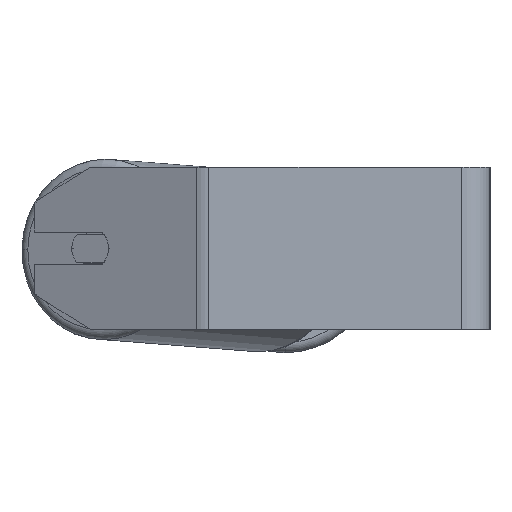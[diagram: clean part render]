
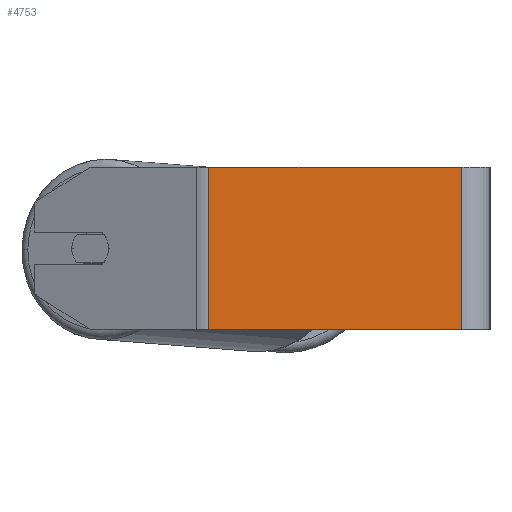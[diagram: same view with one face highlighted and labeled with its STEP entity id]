
A CAD part, left-side view. The second image highlights one B-rep face of the part: STEP entity #4753.
In plain terms, the highlighted planar face has unit normal (-1, 0, 0).
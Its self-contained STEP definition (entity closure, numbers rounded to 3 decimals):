
#480 = EDGE_CURVE ( 'NONE', #2515, #542, #4552, .T. ) ;
#530 = PLANE ( 'NONE',  #7907 ) ;
#542 = VERTEX_POINT ( 'NONE', #7440 ) ;
#594 = DIRECTION ( 'NONE',  ( 0., -1., 0. ) ) ;
#1006 = VERTEX_POINT ( 'NONE', #2835 ) ;
#1080 = EDGE_CURVE ( 'NONE', #5625, #1006, #6831, .T. ) ;
#1086 = FACE_OUTER_BOUND ( 'NONE', #6646, .T. ) ;
#1780 = CARTESIAN_POINT ( 'NONE',  ( -340., 138.636, 40. ) ) ;
#1801 = DIRECTION ( 'NONE',  ( 0., 0., -1. ) ) ;
#2515 = VERTEX_POINT ( 'NONE', #2779 ) ;
#2662 = VECTOR ( 'NONE', #594, 1000. ) ;
#2779 = CARTESIAN_POINT ( 'NONE',  ( -340., 138.636, 40. ) ) ;
#2835 = CARTESIAN_POINT ( 'NONE',  ( -340., 14., -40. ) ) ;
#3008 = CARTESIAN_POINT ( 'NONE',  ( -340., 141.74, -40. ) ) ;
#3098 = CARTESIAN_POINT ( 'NONE',  ( -340., 141.74, 40. ) ) ;
#3185 = DIRECTION ( 'NONE',  ( 1., 0., 0. ) ) ;
#3840 = LINE ( 'NONE', #1780, #7893 ) ;
#3972 = EDGE_CURVE ( 'NONE', #2515, #5625, #3840, .T. ) ;
#4100 = VECTOR ( 'NONE', #6838, 1000. ) ;
#4552 = LINE ( 'NONE', #7867, #2662 ) ;
#4567 = EDGE_CURVE ( 'NONE', #542, #1006, #4889, .T. ) ;
#4574 = ORIENTED_EDGE ( 'NONE', *, *, #3972, .T. ) ;
#4753 = ADVANCED_FACE ( 'NONE', ( #1086 ), #530, .F. ) ;
#4889 = LINE ( 'NONE', #5535, #4100 ) ;
#5238 = CARTESIAN_POINT ( 'NONE',  ( -340., 138.636, -40. ) ) ;
#5535 = CARTESIAN_POINT ( 'NONE',  ( -340., 14., 40. ) ) ;
#5625 = VERTEX_POINT ( 'NONE', #5238 ) ;
#6252 = ORIENTED_EDGE ( 'NONE', *, *, #4567, .F. ) ;
#6266 = ORIENTED_EDGE ( 'NONE', *, *, #1080, .T. ) ;
#6477 = VECTOR ( 'NONE', #6790, 1000. ) ;
#6479 = DIRECTION ( 'NONE',  ( 0., 0., -1. ) ) ;
#6646 = EDGE_LOOP ( 'NONE', ( #6266, #6252, #8213, #4574 ) ) ;
#6790 = DIRECTION ( 'NONE',  ( 0., -1., 0. ) ) ;
#6831 = LINE ( 'NONE', #3008, #6477 ) ;
#6838 = DIRECTION ( 'NONE',  ( 0., 0., -1. ) ) ;
#7440 = CARTESIAN_POINT ( 'NONE',  ( -340., 14., 40. ) ) ;
#7867 = CARTESIAN_POINT ( 'NONE',  ( -340., 141.74, 40. ) ) ;
#7893 = VECTOR ( 'NONE', #6479, 1000. ) ;
#7907 = AXIS2_PLACEMENT_3D ( 'NONE', #3098, #3185, #1801 ) ;
#8213 = ORIENTED_EDGE ( 'NONE', *, *, #480, .F. ) ;
